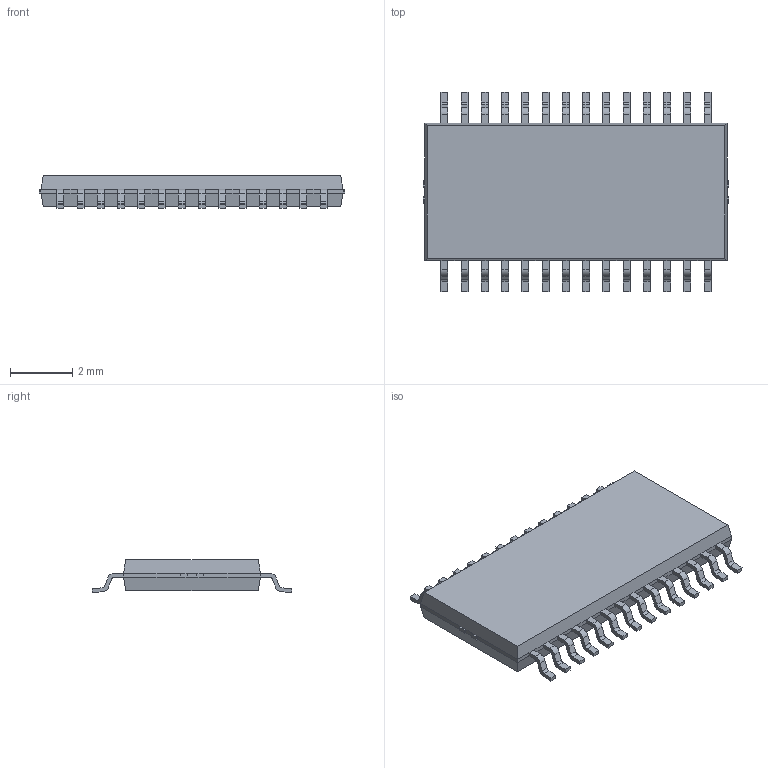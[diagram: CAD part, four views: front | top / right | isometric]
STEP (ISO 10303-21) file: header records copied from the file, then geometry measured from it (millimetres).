
FILE_DESCRIPTION (( 'STEP AP214' ), '1' );
FILE_NAME ('LP28.STEP', '2017-02-17T15:31:14', ( '' ), ( '' ), 'SwSTEP 2.0', 'SolidWorks 2015', '' );
FILE_SCHEMA (( 'AUTOMOTIVE_DESIGN' ));
Length unit declared in the file: millimetre
Products named in the file (1): LP28
Bounding box: 9.8 x 6.4 x 1.05 mm (x, y, z)
Volume: 42.7 mm3; surface area: 134.1 mm2
Topology: 1 solids, 1 shells, 431 faces, 1184 edges, 756 vertices
Faces by surface type: plane 319, cylinder 112
Entity records: 14038 total; most frequent: CARTESIAN_POINT 2372, ORIENTED_EDGE 2368, DIRECTION 2288, EDGE_CURVE 1184, VECTOR 944, LINE 944, VERTEX_POINT 756, AXIS2_PLACEMENT_3D 672
